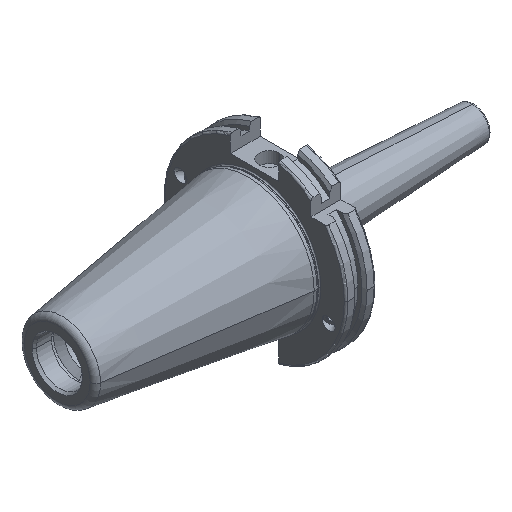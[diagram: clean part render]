
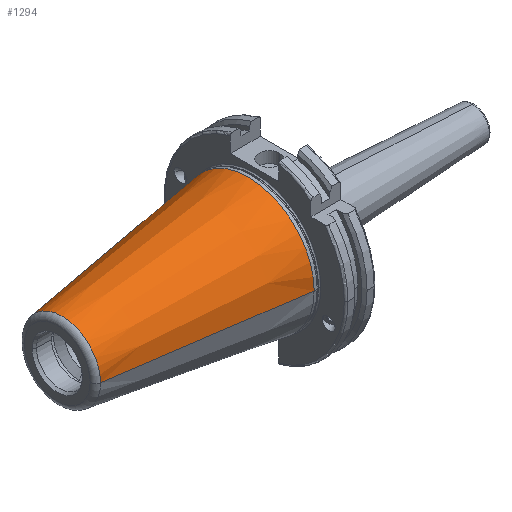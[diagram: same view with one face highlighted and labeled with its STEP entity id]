
A CAD part, isometric view. The second image highlights one B-rep face of the part: STEP entity #1294.
In plain terms, the highlighted conical face has half-angle 8.297 degrees and reference radius 34.925 mm.
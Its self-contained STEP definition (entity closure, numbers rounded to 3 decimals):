
#34 = DIRECTION ( 'NONE',  ( 0., -1., 0. ) ) ;
#56 = LINE ( 'NONE', #2233, #4561 ) ;
#198 = LINE ( 'NONE', #5827, #6220 ) ;
#641 = VERTEX_POINT ( 'NONE', #2304 ) ;
#698 = CIRCLE ( 'NONE', #6330, 34.925 ) ;
#870 = EDGE_LOOP ( 'NONE', ( #5424, #6344, #6886, #2062 ) ) ;
#968 = CARTESIAN_POINT ( 'NONE',  ( 0., 34.925, 0. ) ) ;
#1082 = AXIS2_PLACEMENT_3D ( 'NONE', #1515, #4146, #1377 ) ;
#1294 = ADVANCED_FACE ( 'NONE', ( #5310 ), #5510, .T. ) ;
#1356 = DIRECTION ( 'NONE',  ( 0.99, -0.144, 0. ) ) ;
#1377 = DIRECTION ( 'NONE',  ( 0., 1., 0. ) ) ;
#1515 = CARTESIAN_POINT ( 'NONE',  ( 0., 0., 0. ) ) ;
#1644 = DIRECTION ( 'NONE',  ( 0.99, 0.144, 0. ) ) ;
#1659 = CARTESIAN_POINT ( 'NONE',  ( 0., -34.925, 0. ) ) ;
#1975 = DIRECTION ( 'NONE',  ( 0., -1., 0. ) ) ;
#2062 = ORIENTED_EDGE ( 'NONE', *, *, #5724, .F. ) ;
#2233 = CARTESIAN_POINT ( 'NONE',  ( 0., 34.925, 0. ) ) ;
#2304 = CARTESIAN_POINT ( 'NONE',  ( -99.183, 20.461, 0. ) ) ;
#2809 = DIRECTION ( 'NONE',  ( -1., 0., 0. ) ) ;
#3017 = VERTEX_POINT ( 'NONE', #1659 ) ;
#3173 = DIRECTION ( 'NONE',  ( -1., 0., 0. ) ) ;
#3251 = EDGE_CURVE ( 'NONE', #3017, #4329, #698, .T. ) ;
#3390 = EDGE_CURVE ( 'NONE', #7154, #3017, #198, .T. ) ;
#4146 = DIRECTION ( 'NONE',  ( 1., 0., 0. ) ) ;
#4329 = VERTEX_POINT ( 'NONE', #968 ) ;
#4561 = VECTOR ( 'NONE', #1644, 1000. ) ;
#4580 = AXIS2_PLACEMENT_3D ( 'NONE', #6709, #2809, #34 ) ;
#5002 = EDGE_CURVE ( 'NONE', #7154, #641, #6269, .T. ) ;
#5310 = FACE_OUTER_BOUND ( 'NONE', #870, .T. ) ;
#5424 = ORIENTED_EDGE ( 'NONE', *, *, #5002, .F. ) ;
#5510 = CONICAL_SURFACE ( 'NONE', #1082, 34.925, 0.145 ) ;
#5724 = EDGE_CURVE ( 'NONE', #641, #4329, #56, .T. ) ;
#5827 = CARTESIAN_POINT ( 'NONE',  ( 0., -34.925, 0. ) ) ;
#6220 = VECTOR ( 'NONE', #1356, 1000. ) ;
#6269 = CIRCLE ( 'NONE', #4580, 20.461 ) ;
#6330 = AXIS2_PLACEMENT_3D ( 'NONE', #6421, #3173, #1975 ) ;
#6344 = ORIENTED_EDGE ( 'NONE', *, *, #3390, .T. ) ;
#6421 = CARTESIAN_POINT ( 'NONE',  ( 0., 0., 0. ) ) ;
#6709 = CARTESIAN_POINT ( 'NONE',  ( -99.183, 0., 0. ) ) ;
#6886 = ORIENTED_EDGE ( 'NONE', *, *, #3251, .T. ) ;
#7142 = CARTESIAN_POINT ( 'NONE',  ( -99.183, -20.461, 0. ) ) ;
#7154 = VERTEX_POINT ( 'NONE', #7142 ) ;
